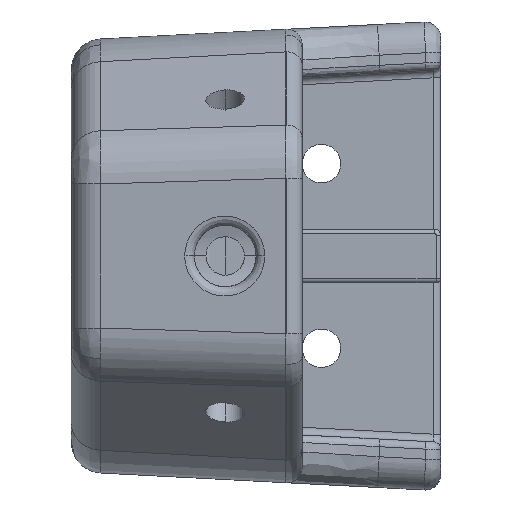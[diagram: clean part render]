
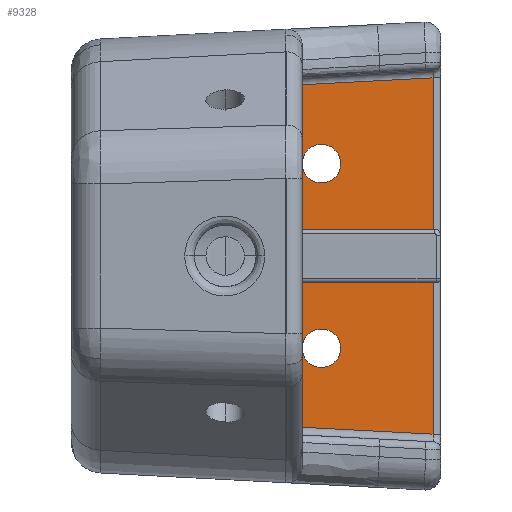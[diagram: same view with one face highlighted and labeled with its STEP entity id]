
A CAD part, left-side view. The second image highlights one B-rep face of the part: STEP entity #9328.
In plain terms, the highlighted planar face has unit normal (-1, 0, 0).
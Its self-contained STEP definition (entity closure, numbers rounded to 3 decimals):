
#12 = VERTEX_POINT ( 'NONE', #1546 ) ;
#123 = EDGE_LOOP ( 'NONE', ( #163, #4912 ) ) ;
#154 = ORIENTED_EDGE ( 'NONE', *, *, #9731, .T. ) ;
#163 = ORIENTED_EDGE ( 'NONE', *, *, #7033, .F. ) ;
#223 = ORIENTED_EDGE ( 'NONE', *, *, #2539, .F. ) ;
#233 = CARTESIAN_POINT ( 'NONE',  ( 0., 20.51, 0.277 ) ) ;
#243 = EDGE_CURVE ( 'NONE', #9174, #12, #6102, .T. ) ;
#295 = LINE ( 'NONE', #1920, #8229 ) ;
#345 = ORIENTED_EDGE ( 'NONE', *, *, #243, .T. ) ;
#630 = EDGE_CURVE ( 'NONE', #5981, #10090, #2564, .T. ) ;
#642 = DIRECTION ( 'NONE',  ( -1., 0., 0. ) ) ;
#687 = LINE ( 'NONE', #8435, #6664 ) ;
#704 = EDGE_CURVE ( 'NONE', #7949, #7687, #4392, .T. ) ;
#724 = DIRECTION ( 'NONE',  ( 0., 0., 1. ) ) ;
#775 = CARTESIAN_POINT ( 'NONE',  ( 0., 15.75, 6. ) ) ;
#963 = EDGE_CURVE ( 'NONE', #4376, #9174, #4646, .T. ) ;
#1158 = FACE_BOUND ( 'NONE', #3157, .T. ) ;
#1234 = DIRECTION ( 'NONE',  ( -1., 0., 0. ) ) ;
#1387 = CARTESIAN_POINT ( 'NONE',  ( 0., 7.75, -7.25 ) ) ;
#1440 = AXIS2_PLACEMENT_3D ( 'NONE', #9556, #6502, #8059 ) ;
#1473 = ORIENTED_EDGE ( 'NONE', *, *, #10002, .T. ) ;
#1545 = AXIS2_PLACEMENT_3D ( 'NONE', #8328, #1234, #9118 ) ;
#1546 = CARTESIAN_POINT ( 'NONE',  ( 0., 0.5, -11.574 ) ) ;
#1574 = DIRECTION ( 'NONE',  ( 0., 0.999, -0.052 ) ) ;
#1642 = CARTESIAN_POINT ( 'NONE',  ( 0., 7.75, -6. ) ) ;
#1788 = CARTESIAN_POINT ( 'NONE',  ( 0., 20.5, -0.831 ) ) ;
#1809 = DIRECTION ( 'NONE',  ( 0., 0., 1. ) ) ;
#1920 = CARTESIAN_POINT ( 'NONE',  ( 0., 20.5, -11. ) ) ;
#1950 = EDGE_CURVE ( 'NONE', #5101, #6143, #8783, .T. ) ;
#2015 = B_SPLINE_CURVE_WITH_KNOTS ( 'NONE', 3,
 ( #5480, #9451, #233, #5788, #4953, #1788 ),
 .UNSPECIFIED., .F., .F.,
 ( 4, 2, 4 ),
 ( 0., 0.001, 0.002 ),
 .UNSPECIFIED. ) ;
#2193 = AXIS2_PLACEMENT_3D ( 'NONE', #2454, #8743, #4059 ) ;
#2199 = CARTESIAN_POINT ( 'NONE',  ( 0., 7.75, 7.25 ) ) ;
#2417 = DIRECTION ( 'NONE',  ( 0., 0., 1. ) ) ;
#2454 = CARTESIAN_POINT ( 'NONE',  ( 0., 7.75, -6. ) ) ;
#2485 = DIRECTION ( 'NONE',  ( 0., 0., 1. ) ) ;
#2520 = CARTESIAN_POINT ( 'NONE',  ( 0., 7.75, 4.75 ) ) ;
#2539 = EDGE_CURVE ( 'NONE', #7687, #7949, #4877, .T. ) ;
#2564 = CIRCLE ( 'NONE', #6231, 1.25 ) ;
#2777 = DIRECTION ( 'NONE',  ( -1., 0., 0. ) ) ;
#2860 = VERTEX_POINT ( 'NONE', #2199 ) ;
#2916 = VECTOR ( 'NONE', #4274, 1000. ) ;
#3091 = CIRCLE ( 'NONE', #6219, 1.25 ) ;
#3157 = EDGE_LOOP ( 'NONE', ( #6377, #223 ) ) ;
#3234 = FACE_OUTER_BOUND ( 'NONE', #8894, .T. ) ;
#3261 = DIRECTION ( 'NONE',  ( -1., 0., 0. ) ) ;
#3277 = ORIENTED_EDGE ( 'NONE', *, *, #9536, .F. ) ;
#3478 = CARTESIAN_POINT ( 'NONE',  ( 0., 20.5, -11. ) ) ;
#3531 = VECTOR ( 'NONE', #10070, 1000. ) ;
#3626 = AXIS2_PLACEMENT_3D ( 'NONE', #7991, #3261, #1809 ) ;
#3906 = ORIENTED_EDGE ( 'NONE', *, *, #8156, .T. ) ;
#3952 = FACE_BOUND ( 'NONE', #5376, .T. ) ;
#4004 = VERTEX_POINT ( 'NONE', #7211 ) ;
#4033 = EDGE_CURVE ( 'NONE', #5031, #2860, #7397, .T. ) ;
#4059 = DIRECTION ( 'NONE',  ( 0., 0., 1. ) ) ;
#4177 = PLANE ( 'NONE',  #3626 ) ;
#4274 = DIRECTION ( 'NONE',  ( 0., 0., -1. ) ) ;
#4376 = VERTEX_POINT ( 'NONE', #8145 ) ;
#4392 = CIRCLE ( 'NONE', #5381, 1.25 ) ;
#4646 = LINE ( 'NONE', #3478, #2916 ) ;
#4803 = CARTESIAN_POINT ( 'NONE',  ( 0., 20.5, -10.526 ) ) ;
#4832 = FACE_BOUND ( 'NONE', #6728, .T. ) ;
#4877 = CIRCLE ( 'NONE', #6528, 1.25 ) ;
#4912 = ORIENTED_EDGE ( 'NONE', *, *, #630, .F. ) ;
#4916 = CARTESIAN_POINT ( 'NONE',  ( 0., 15.75, 4.75 ) ) ;
#4953 = CARTESIAN_POINT ( 'NONE',  ( 0., 20.5, -0.554 ) ) ;
#5031 = VERTEX_POINT ( 'NONE', #2520 ) ;
#5101 = VERTEX_POINT ( 'NONE', #5730 ) ;
#5113 = ORIENTED_EDGE ( 'NONE', *, *, #963, .T. ) ;
#5265 = DIRECTION ( 'NONE',  ( -1., 0., 0. ) ) ;
#5376 = EDGE_LOOP ( 'NONE', ( #8599, #8563 ) ) ;
#5382 = VERTEX_POINT ( 'NONE', #8923 ) ;
#5381 = AXIS2_PLACEMENT_3D ( 'NONE', #9163, #5265, #6046 ) ;
#5411 = CIRCLE ( 'NONE', #7269, 1.25 ) ;
#5480 = CARTESIAN_POINT ( 'NONE',  ( 0., 20.5, 0.831 ) ) ;
#5483 = CARTESIAN_POINT ( 'NONE',  ( 0., 1.181, -11.538 ) ) ;
#5730 = CARTESIAN_POINT ( 'NONE',  ( 0., 7.75, -4.75 ) ) ;
#5788 = CARTESIAN_POINT ( 'NONE',  ( 0., 20.51, -0.277 ) ) ;
#5981 = VERTEX_POINT ( 'NONE', #10106 ) ;
#5998 = ORIENTED_EDGE ( 'NONE', *, *, #8088, .T. ) ;
#6046 = DIRECTION ( 'NONE',  ( 0., 0., 1. ) ) ;
#6102 = LINE ( 'NONE', #5483, #3531 ) ;
#6143 = VERTEX_POINT ( 'NONE', #1387 ) ;
#6177 = CARTESIAN_POINT ( 'NONE',  ( 0., 0.031, 11.598 ) ) ;
#6219 = AXIS2_PLACEMENT_3D ( 'NONE', #7114, #7150, #2485 ) ;
#6231 = AXIS2_PLACEMENT_3D ( 'NONE', #6670, #2777, #8993 ) ;
#6377 = ORIENTED_EDGE ( 'NONE', *, *, #704, .F. ) ;
#6502 = DIRECTION ( 'NONE',  ( -1., 0., 0. ) ) ;
#6528 = AXIS2_PLACEMENT_3D ( 'NONE', #775, #642, #10066 ) ;
#6664 = VECTOR ( 'NONE', #724, 1000. ) ;
#6670 = CARTESIAN_POINT ( 'NONE',  ( 0., 15.75, -6. ) ) ;
#6728 = EDGE_LOOP ( 'NONE', ( #3277, #7081 ) ) ;
#7033 = EDGE_CURVE ( 'NONE', #10090, #5981, #3091, .T. ) ;
#7081 = ORIENTED_EDGE ( 'NONE', *, *, #4033, .F. ) ;
#7101 = EDGE_CURVE ( 'NONE', #6143, #5101, #5411, .T. ) ;
#7114 = CARTESIAN_POINT ( 'NONE',  ( 0., 15.75, -6. ) ) ;
#7150 = DIRECTION ( 'NONE',  ( -1., 0., 0. ) ) ;
#7211 = CARTESIAN_POINT ( 'NONE',  ( 0., 20.5, 10.526 ) ) ;
#7269 = AXIS2_PLACEMENT_3D ( 'NONE', #1642, #9418, #2417 ) ;
#7397 = CIRCLE ( 'NONE', #1440, 1.25 ) ;
#7687 = VERTEX_POINT ( 'NONE', #4916 ) ;
#7811 = VERTEX_POINT ( 'NONE', #9025 ) ;
#7949 = VERTEX_POINT ( 'NONE', #8018 ) ;
#7991 = CARTESIAN_POINT ( 'NONE',  ( 0., 0., 11. ) ) ;
#8018 = CARTESIAN_POINT ( 'NONE',  ( 0., 15.75, 7.25 ) ) ;
#8033 = CARTESIAN_POINT ( 'NONE',  ( 0., 15.75, -4.75 ) ) ;
#8059 = DIRECTION ( 'NONE',  ( 0., 0., 1. ) ) ;
#8088 = EDGE_CURVE ( 'NONE', #7811, #4004, #9961, .T. ) ;
#8145 = CARTESIAN_POINT ( 'NONE',  ( 0., 20.5, -0.831 ) ) ;
#8148 = DIRECTION ( 'NONE',  ( 0., 0., -1. ) ) ;
#8156 = EDGE_CURVE ( 'NONE', #12, #7811, #687, .T. ) ;
#8229 = VECTOR ( 'NONE', #8148, 1000. ) ;
#8328 = CARTESIAN_POINT ( 'NONE',  ( 0., 7.75, 6. ) ) ;
#8435 = CARTESIAN_POINT ( 'NONE',  ( 0., 0.5, 11. ) ) ;
#8504 = VECTOR ( 'NONE', #1574, 1000. ) ;
#8563 = ORIENTED_EDGE ( 'NONE', *, *, #7101, .F. ) ;
#8599 = ORIENTED_EDGE ( 'NONE', *, *, #1950, .F. ) ;
#8743 = DIRECTION ( 'NONE',  ( -1., 0., 0. ) ) ;
#8783 = CIRCLE ( 'NONE', #2193, 1.25 ) ;
#8857 = FACE_BOUND ( 'NONE', #123, .T. ) ;
#8894 = EDGE_LOOP ( 'NONE', ( #345, #3906, #5998, #154, #1473, #5113 ) ) ;
#8923 = CARTESIAN_POINT ( 'NONE',  ( 0., 20.5, 0.831 ) ) ;
#8993 = DIRECTION ( 'NONE',  ( 0., 0., 1. ) ) ;
#9025 = CARTESIAN_POINT ( 'NONE',  ( 0., 0.5, 11.574 ) ) ;
#9098 = CIRCLE ( 'NONE', #1545, 1.25 ) ;
#9118 = DIRECTION ( 'NONE',  ( 0., 0., 1. ) ) ;
#9163 = CARTESIAN_POINT ( 'NONE',  ( 0., 15.75, 6. ) ) ;
#9174 = VERTEX_POINT ( 'NONE', #4803 ) ;
#9328 = ADVANCED_FACE ( 'NONE', ( #3234, #8857, #4832, #3952, #1158 ), #4177, .T. ) ;
#9418 = DIRECTION ( 'NONE',  ( -1., 0., 0. ) ) ;
#9451 = CARTESIAN_POINT ( 'NONE',  ( 0., 20.5, 0.554 ) ) ;
#9536 = EDGE_CURVE ( 'NONE', #2860, #5031, #9098, .T. ) ;
#9556 = CARTESIAN_POINT ( 'NONE',  ( 0., 7.75, 6. ) ) ;
#9731 = EDGE_CURVE ( 'NONE', #4004, #5382, #295, .T. ) ;
#9961 = LINE ( 'NONE', #6177, #8504 ) ;
#10002 = EDGE_CURVE ( 'NONE', #5382, #4376, #2015, .T. ) ;
#10066 = DIRECTION ( 'NONE',  ( 0., 0., 1. ) ) ;
#10070 = DIRECTION ( 'NONE',  ( 0., -0.999, -0.052 ) ) ;
#10090 = VERTEX_POINT ( 'NONE', #8033 ) ;
#10106 = CARTESIAN_POINT ( 'NONE',  ( 0., 15.75, -7.25 ) ) ;
